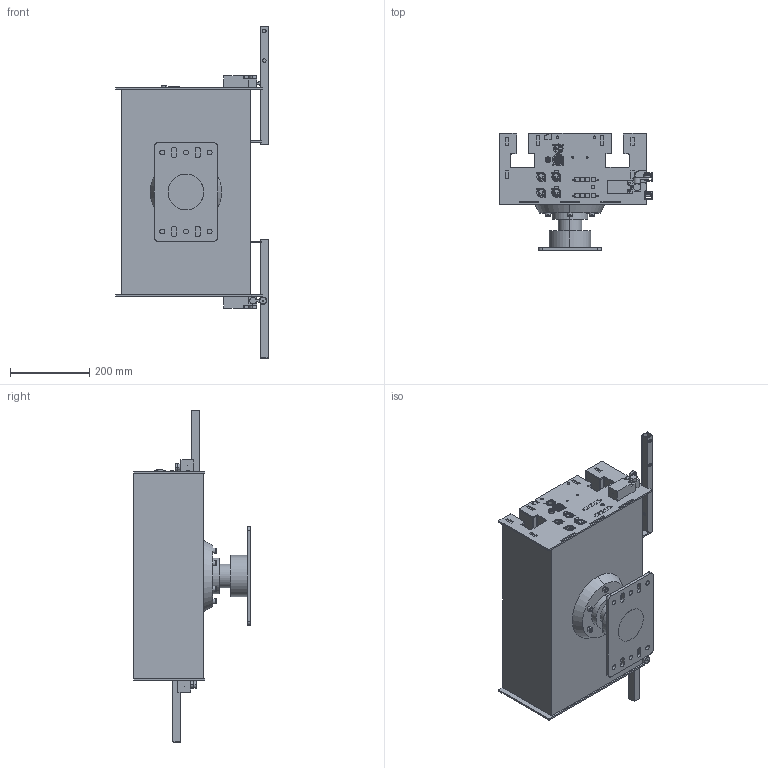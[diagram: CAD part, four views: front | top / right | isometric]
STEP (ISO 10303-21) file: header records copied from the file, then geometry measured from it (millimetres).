
FILE_DESCRIPTION (( 'STEP AP214' ), '1' );
FILE_NAME ('Step 357 final.STEP', '2019-11-14T08:39:51', ( '' ), ( '' ), 'SwSTEP 2.0', 'SolidWorks 2019', '' );
FILE_SCHEMA (( 'AUTOMOTIVE_DESIGN' ));
Length unit declared in the file: millimetre
Products named in the file (1): Step 357 final
Bounding box: 385.7 x 295.9 x 840 mm (x, y, z)
Surface area: 1419480.8 mm2 (no closed solid volume)
Topology: 0 solids, 123 shells, 2760 faces, 6739 edges, 4324 vertices
Faces by surface type: plane 2060, cylinder 587, bspline 45, cone 36, torus 32
Entity records: 119513 total; most frequent: CARTESIAN_POINT 30165, ORIENTED_EDGE 13316, DIRECTION 9225, EDGE_CURVE 6707, VERTEX_POINT 4324, B_SPLINE_CURVE_WITH_KNOTS 3802, AXIS2_PLACEMENT_3D 3604, EDGE_LOOP 3187
